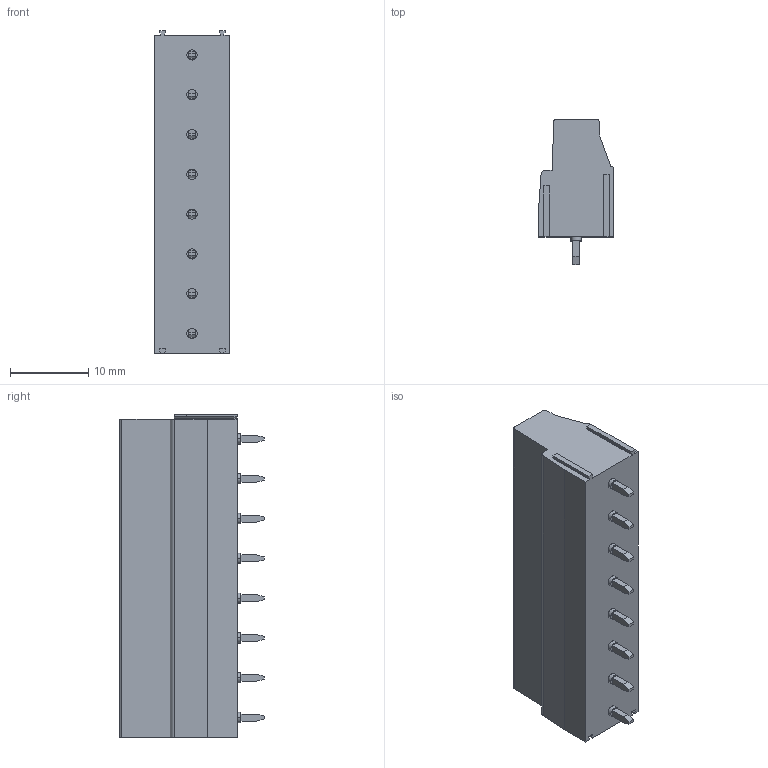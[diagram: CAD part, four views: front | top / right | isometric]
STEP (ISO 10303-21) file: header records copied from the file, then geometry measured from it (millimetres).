
FILE_DESCRIPTION(('SolidDesigner STEP Export'),'2;1');
FILE_NAME('mkdsn_2.5-8-5.08.stp','2014-11-07T 8:16:39',(''),(''),'Creo Elements/Direct Modeling STEP processor for AP214 (Solid Model)','Creo Elements/Direct Modeling 18.1B 29-Sep-2012 (C) Parametric Technology GmbH','');
FILE_SCHEMA(('AUTOMOTIVE_DESIGN { 1 0 10303 214 1 1 1 1 }'));
Length unit declared in the file: millimetre
Products named in the file (2): mkdsn_2.5-8-5.08
Assembly tree (1 placements, depth 2):
  mkdsn_2.5-8-5.08
    mkdsn_2.5-8-5.08
Bounding box: 9.5 x 18.5 x 41.21 mm (x, y, z)
Volume: 4637.2 mm3; surface area: 2910 mm2
Topology: 1 solids, 1 shells, 962 faces, 2518 edges, 1602 vertices
Faces by surface type: plane 807, cylinder 55, cone 48, torus 44, sphere 8
Entity records: 39053 total; most frequent: CARTESIAN_POINT 8894, ORIENTED_EDGE 5036, DIRECTION 4112, EDGE_CURVE 2518, VECTOR 1938, LINE 1938, VERTEX_POINT 1602, AXIS2_PLACEMENT_3D 1087
